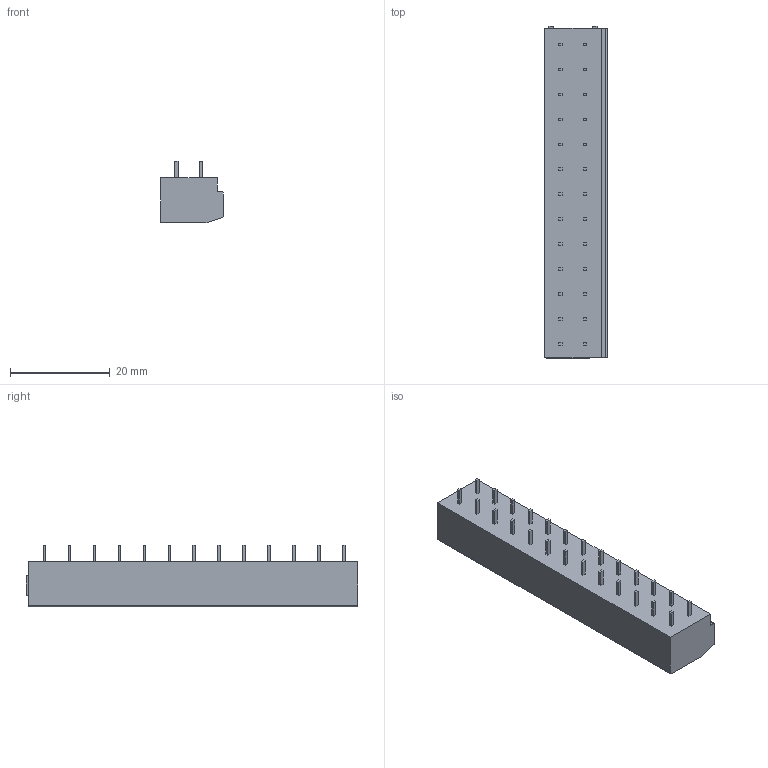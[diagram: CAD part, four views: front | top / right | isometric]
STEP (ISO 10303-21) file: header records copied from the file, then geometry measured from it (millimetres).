
FILE_DESCRIPTION((''),'2;1');
FILE_NAME('TLM-202R','2024-09-30T14:53:09',('tluser'),(''),'CREO PARAMETRIC BY PTC INC, 2018100','CREO PARAMETRIC BY PTC INC, 2018100','');
FILE_SCHEMA(('CONFIG_CONTROL_DESIGN'));
Length unit declared in the file: millimetre
Products named in the file (1): TLM-202R
Bounding box: 12.6 x 66.5 x 12.4 mm (x, y, z)
Volume: 6703.5 mm3; surface area: 3848.8 mm2
Topology: 1 solids, 1 shells, 438 faces, 1042 edges, 660 vertices
Faces by surface type: plane 383, cylinder 29, cone 26
Entity records: 12590 total; most frequent: CARTESIAN_POINT 2530, ORIENTED_EDGE 2084, DIRECTION 1924, EDGE_CURVE 1042, VECTOR 880, LINE 880, VERTEX_POINT 660, AXIS2_PLACEMENT_3D 522
